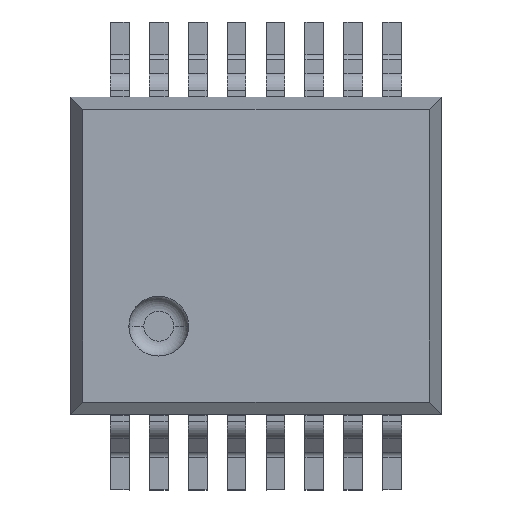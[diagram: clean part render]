
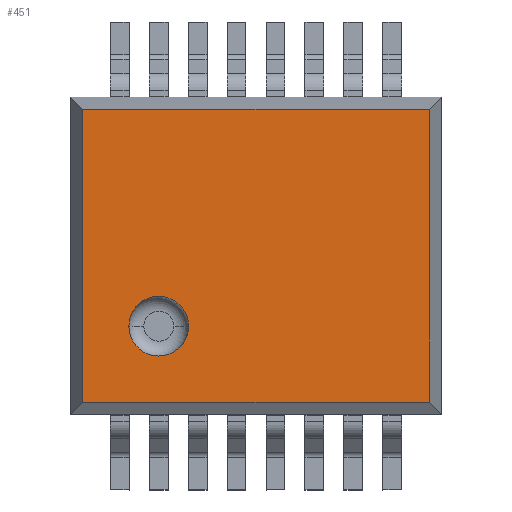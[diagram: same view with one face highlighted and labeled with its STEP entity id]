
A CAD part, top view. The second image highlights one B-rep face of the part: STEP entity #451.
In plain terms, the highlighted planar face has unit normal (0, 0, 1).
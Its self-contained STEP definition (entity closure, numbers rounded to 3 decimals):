
#101 = EDGE_LOOP ( 'NONE', ( #334, #335 ) ) ;
#102 = EDGE_LOOP ( 'NONE', ( #333, #337, #336, #338 ) ) ;
#230 = VERTEX_POINT ( 'NONE', #2009 ) ;
#231 = VERTEX_POINT ( 'NONE', #2010 ) ;
#235 = VERTEX_POINT ( 'NONE', #2014 ) ;
#237 = VERTEX_POINT ( 'NONE', #2016 ) ;
#243 = VERTEX_POINT ( 'NONE', #2022 ) ;
#244 = VERTEX_POINT ( 'NONE', #2023 ) ;
#333 = ORIENTED_EDGE ( 'NONE', *, *, #499, .T. ) ;
#334 = ORIENTED_EDGE ( 'NONE', *, *, #497, .F. ) ;
#335 = ORIENTED_EDGE ( 'NONE', *, *, #461, .F. ) ;
#336 = ORIENTED_EDGE ( 'NONE', *, *, #500, .T. ) ;
#337 = ORIENTED_EDGE ( 'NONE', *, *, #498, .T. ) ;
#338 = ORIENTED_EDGE ( 'NONE', *, *, #501, .T. ) ;
#451 = ADVANCED_FACE ( 'NONE', ( #782, #793 ), #2199, .F. ) ;
#461 = EDGE_CURVE ( 'NONE', #237, #244, #2528, .T. ) ;
#497 = EDGE_CURVE ( 'NONE', #244, #237, #2531, .T. ) ;
#498 = EDGE_CURVE ( 'NONE', #243, #230, #2769, .T. ) ;
#499 = EDGE_CURVE ( 'NONE', #235, #243, #2772, .T. ) ;
#500 = EDGE_CURVE ( 'NONE', #230, #231, #2775, .T. ) ;
#501 = EDGE_CURVE ( 'NONE', #231, #235, #2778, .T. ) ;
#782 = FACE_BOUND ( 'NONE', #101, .T. ) ;
#788 = AXIS2_PLACEMENT_3D ( 'NONE', #2200, #2201, #2202 ) ;
#793 = FACE_OUTER_BOUND ( 'NONE', #102, .T. ) ;
#825 = AXIS2_PLACEMENT_3D ( 'NONE', #2279, #2280, #2281 ) ;
#916 = AXIS2_PLACEMENT_3D ( 'NONE', #2753, #2766, #2767 ) ;
#921 = VECTOR ( 'NONE', #2771, 1000. ) ;
#922 = VECTOR ( 'NONE', #2774, 1000. ) ;
#923 = VECTOR ( 'NONE', #2777, 1000. ) ;
#924 = VECTOR ( 'NONE', #2780, 1000. ) ;
#2009 = CARTESIAN_POINT ( 'NONE',  ( 2.895, -2.445, 1.86 ) ) ;
#2010 = CARTESIAN_POINT ( 'NONE',  ( 2.895, 2.445, 1.86 ) ) ;
#2014 = CARTESIAN_POINT ( 'NONE',  ( -2.895, 2.445, 1.86 ) ) ;
#2016 = CARTESIAN_POINT ( 'NONE',  ( -2.125, -1.175, 1.86 ) ) ;
#2022 = CARTESIAN_POINT ( 'NONE',  ( -2.895, -2.445, 1.86 ) ) ;
#2023 = CARTESIAN_POINT ( 'NONE',  ( -1.125, -1.175, 1.86 ) ) ;
#2199 = PLANE ( 'NONE',  #788 ) ;
#2200 = CARTESIAN_POINT ( 'NONE',  ( 3.1, 2.65, 1.86 ) ) ;
#2201 = DIRECTION ( 'NONE',  ( 0., 0., -1. ) ) ;
#2202 = DIRECTION ( 'NONE',  ( -1., 0., 0. ) ) ;
#2279 = CARTESIAN_POINT ( 'NONE',  ( -1.625, -1.175, 1.86 ) ) ;
#2280 = DIRECTION ( 'NONE',  ( 0., 0., 1. ) ) ;
#2281 = DIRECTION ( 'NONE',  ( 1., 0., 0. ) ) ;
#2528 = CIRCLE ( 'NONE', #825, 0.5 ) ;
#2531 = CIRCLE ( 'NONE', #916, 0.5 ) ;
#2753 = CARTESIAN_POINT ( 'NONE',  ( -1.625, -1.175, 1.86 ) ) ;
#2766 = DIRECTION ( 'NONE',  ( 0., 0., 1. ) ) ;
#2767 = DIRECTION ( 'NONE',  ( 1., 0., 0. ) ) ;
#2769 = LINE ( 'NONE', #2770, #921 ) ;
#2770 = CARTESIAN_POINT ( 'NONE',  ( 3.1, -2.445, 1.86 ) ) ;
#2771 = DIRECTION ( 'NONE',  ( 1., 0., 0. ) ) ;
#2772 = LINE ( 'NONE', #2773, #922 ) ;
#2773 = CARTESIAN_POINT ( 'NONE',  ( -2.895, 2.65, 1.86 ) ) ;
#2774 = DIRECTION ( 'NONE',  ( 0., -1., 0. ) ) ;
#2775 = LINE ( 'NONE', #2776, #923 ) ;
#2776 = CARTESIAN_POINT ( 'NONE',  ( 2.895, 2.65, 1.86 ) ) ;
#2777 = DIRECTION ( 'NONE',  ( 0., 1., 0. ) ) ;
#2778 = LINE ( 'NONE', #2779, #924 ) ;
#2779 = CARTESIAN_POINT ( 'NONE',  ( 3.1, 2.445, 1.86 ) ) ;
#2780 = DIRECTION ( 'NONE',  ( -1., 0., 0. ) ) ;
